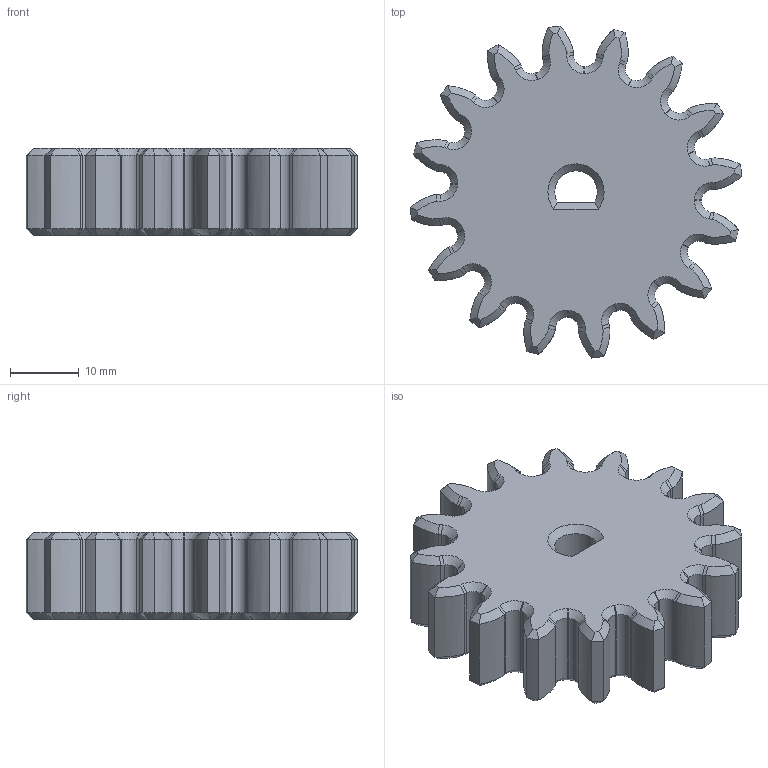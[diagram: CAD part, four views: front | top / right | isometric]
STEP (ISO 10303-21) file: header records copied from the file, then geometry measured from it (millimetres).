
FILE_DESCRIPTION(/* description */ (''),/* implementation_level */ '2;1');
FILE_NAME(/* name */ 'gear large.step',/* time_stamp */ '2025-05-31T10:47:25+12:00',/* author */ (''),/* organization */ (''),/* preprocessor_version */ 'ST-DEVELOPER v20.1',/* originating_system */ 'Autodesk Translation Framework v14.4.0.0',/* authorisation */ '');
FILE_SCHEMA (('AUTOMOTIVE_DESIGN { 1 0 10303 214 3 1 1 }'));
Products named in the file (2): desk gears; Spur Gear (16 teeth)
Assembly tree (1 placements, depth 2):
  desk gears
    Spur Gear (16 teeth)
Bounding box: 48.39 x 48.39 x 12.7 mm (x, y, z)
Volume: 17667 mm3; surface area: 6058.2 mm2
Topology: 1 solids, 1 shells, 392 faces, 910 edges, 520 vertices
Faces by surface type: cone 130, plane 101, bspline 96, cylinder 65
Entity records: 44267 total; most frequent: CARTESIAN_POINT 35933, ORIENTED_EDGE 1820, DIRECTION 1572, EDGE_CURVE 910, AXIS2_PLACEMENT_3D 559, VERTEX_POINT 520, LINE 454, VECTOR 454
